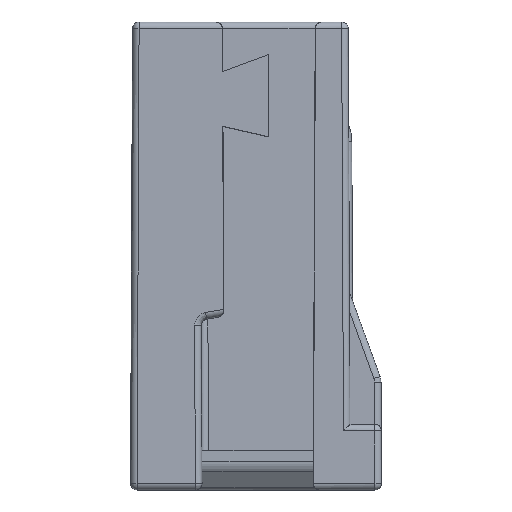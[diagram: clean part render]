
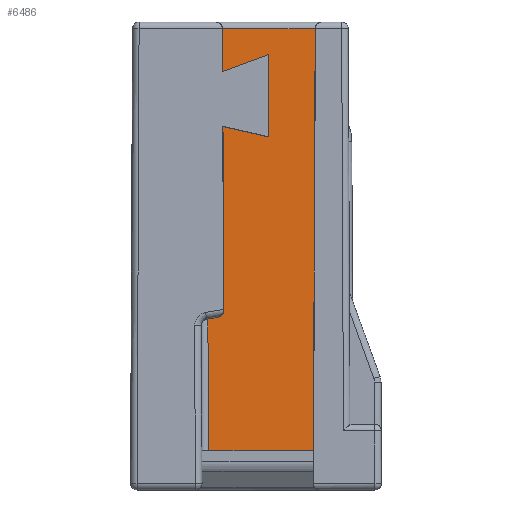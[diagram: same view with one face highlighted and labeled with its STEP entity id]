
A CAD part, left-side view. The second image highlights one B-rep face of the part: STEP entity #6486.
In plain terms, the highlighted planar face has unit normal (-1, 0, 0.004).
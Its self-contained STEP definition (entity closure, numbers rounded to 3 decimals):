
#1095=DIRECTION('',(-0.004,0.004,-1.));
#1096=VECTOR('',#1095,12.845);
#1097=CARTESIAN_POINT('',(9.726,0.245,
0.551));
#1098=LINE('',#1097,#1096);
#1189=DIRECTION('',(0.004,0.004,1.));
#1190=VECTOR('',#1189,5.607);
#1191=CARTESIAN_POINT('',(9.689,3.028,-8.039));
#1192=LINE('',#1191,#1190);
#1201=DIRECTION('',(0.004,0.004,1.));
#1202=VECTOR('',#1201,1.316);
#1203=CARTESIAN_POINT('',(9.721,3.06,
-0.765));
#1204=LINE('',#1203,#1202);
#1205=DIRECTION('',(-0.001,-0.975,-0.221));
#1206=VECTOR('',#1205,1.437);
#1207=CARTESIAN_POINT('',(9.713,3.053,-2.432));
#1208=LINE('',#1207,#1206);
#1209=DIRECTION('',(0.004,0.004,1.));
#1210=VECTOR('',#1209,2.5);
#1211=CARTESIAN_POINT('',(9.712,1.651,-2.749));
#1212=LINE('',#1211,#1210);
#1213=DIRECTION('',(-0.002,0.938,-0.346));
#1214=VECTOR('',#1213,1.49);
#1215=CARTESIAN_POINT('',(9.723,1.662,
-0.249));
#1216=LINE('',#1215,#1214);
#1217=DIRECTION('',(-0.004,-0.004,-1.));
#1218=VECTOR('',#1217,4.002);
#1219=CARTESIAN_POINT('',(9.688,3.512,-8.293));
#1220=LINE('',#1219,#1218);
#1221=DIRECTION('',(-0.001,0.985,-0.174));
#1222=VECTOR('',#1221,0.323);
#1223=CARTESIAN_POINT('',(9.688,3.194,-8.236));
#1224=LINE('',#1223,#1222);
#1251=DIRECTION('',(0.,-1.,0.));
#1252=VECTOR('',#1251,2.821);
#1253=CARTESIAN_POINT('',(9.726,3.066,0.551));
#1254=LINE('',#1253,#1252);
#2803=DIRECTION('',(0.,1.,0.));
#2804=VECTOR('',#2803,3.194);
#2805=CARTESIAN_POINT('',(9.67,0.301,
-12.294));
#2806=LINE('',#2805,#2804);
#2817=CARTESIAN_POINT('',(9.67,3.494,-12.294));
#2855=CARTESIAN_POINT('',(9.688,3.194,-8.236));
#2856=CARTESIAN_POINT('',(9.688,3.175,-8.233));
#2857=CARTESIAN_POINT('',(9.688,3.14,-8.222));
#2858=CARTESIAN_POINT('',(9.688,3.093,-8.19));
#2859=CARTESIAN_POINT('',(9.688,3.057,-8.147));
#2860=CARTESIAN_POINT('',(9.689,3.034,-8.095));
#2861=CARTESIAN_POINT('',(9.689,3.028,-8.058));
#2862=CARTESIAN_POINT('',(9.689,3.028,-8.039));
#3896=VERTEX_POINT('',#2817);
#3897=CARTESIAN_POINT('',(9.67,0.301,
-12.294));
#3898=VERTEX_POINT('',#3897);
#3986=CARTESIAN_POINT('',(9.688,3.194,-8.236));
#3987=CARTESIAN_POINT('',(9.688,3.512,-8.293));
#3988=VERTEX_POINT('',#3986);
#3989=VERTEX_POINT('',#3987);
#3995=VERTEX_POINT('',#2862);
#3996=CARTESIAN_POINT('',(9.726,3.066,0.551));
#3997=CARTESIAN_POINT('',(9.726,0.245,
0.551));
#3998=VERTEX_POINT('',#3996);
#3999=VERTEX_POINT('',#3997);
#4565=CARTESIAN_POINT('',(9.713,3.053,-2.432));
#4566=CARTESIAN_POINT('',(9.712,1.651,-2.749));
#4567=VERTEX_POINT('',#4565);
#4568=VERTEX_POINT('',#4566);
#4569=CARTESIAN_POINT('',(9.723,1.662,
-0.249));
#4570=VERTEX_POINT('',#4569);
#4571=CARTESIAN_POINT('',(9.721,3.06,
-0.765));
#4572=VERTEX_POINT('',#4571);
#6461=CARTESIAN_POINT('',(9.73,6.452,1.497));
#6462=DIRECTION('',(1.,0.,-0.004));
#6463=DIRECTION('',(0.,1.,0.));
#6464=AXIS2_PLACEMENT_3D('',#6461,#6462,#6463);
#6465=PLANE('',#6464);
#6466=ORIENTED_EDGE('',*,*,#6452,.T.);
#6468=ORIENTED_EDGE('',*,*,#6467,.T.);
#6470=ORIENTED_EDGE('',*,*,#6469,.T.);
#6471=ORIENTED_EDGE('',*,*,#6442,.T.);
#6473=ORIENTED_EDGE('',*,*,#6472,.T.);
#6474=ORIENTED_EDGE('',*,*,#6330,.T.);
#6476=ORIENTED_EDGE('',*,*,#6475,.T.);
#6478=ORIENTED_EDGE('',*,*,#6477,.F.);
#6480=ORIENTED_EDGE('',*,*,#6479,.F.);
#6482=ORIENTED_EDGE('',*,*,#6481,.T.);
#6483=ORIENTED_EDGE('',*,*,#6422,.T.);
#6484=EDGE_LOOP('',(#6466,#6468,#6470,#6471,#6473,#6474,#6476,#6478,#6480,#6482,
#6483));
#6485=FACE_OUTER_BOUND('',#6484,.F.);
#6486=ADVANCED_FACE('',(#6485),#6465,.F.);
#2863=B_SPLINE_CURVE_WITH_KNOTS('',3,(#2855,#2856,#2857,#2858,#2859,#2860,#2861,
#2862),.UNSPECIFIED.,.F.,.F.,(4,1,1,1,1,4),(0.,0.2,0.4,0.6,0.8,1.),
.UNSPECIFIED.);
#6330=EDGE_CURVE('',#3999,#3898,#1098,.T.);
#6422=EDGE_CURVE('',#3995,#4567,#1192,.T.);
#6442=EDGE_CURVE('',#4572,#3998,#1204,.T.);
#6452=EDGE_CURVE('',#4567,#4568,#1208,.T.);
#6467=EDGE_CURVE('',#4568,#4570,#1212,.T.);
#6469=EDGE_CURVE('',#4570,#4572,#1216,.T.);
#6472=EDGE_CURVE('',#3998,#3999,#1254,.T.);
#6475=EDGE_CURVE('',#3898,#3896,#2806,.T.);
#6477=EDGE_CURVE('',#3989,#3896,#1220,.T.);
#6479=EDGE_CURVE('',#3988,#3989,#1224,.T.);
#6481=EDGE_CURVE('',#3988,#3995,#2863,.T.);
